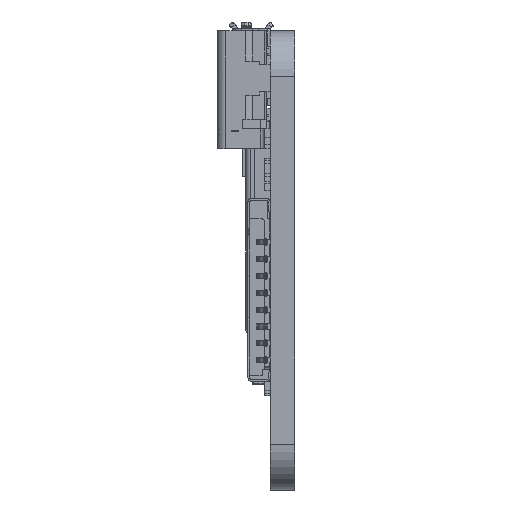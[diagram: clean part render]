
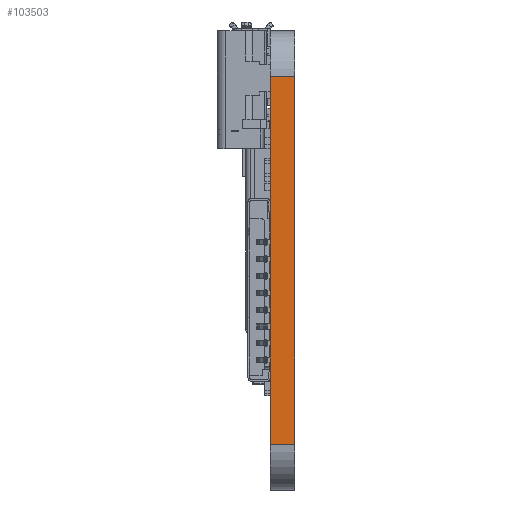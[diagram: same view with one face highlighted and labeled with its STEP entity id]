
A CAD part, left-side view. The second image highlights one B-rep face of the part: STEP entity #103503.
In plain terms, the highlighted planar face has unit normal (-1, 0, 0).
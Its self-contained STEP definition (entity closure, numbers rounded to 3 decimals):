
#377 = CARTESIAN_POINT ( 'NONE',  ( -32.5, 0.8, 12. ) ) ;
#1327 = CARTESIAN_POINT ( 'NONE',  ( -32.5, 0.8, -15. ) ) ;
#2578 = VECTOR ( 'NONE', #75684, 1000. ) ;
#3985 = CARTESIAN_POINT ( 'NONE',  ( -32.5, 0.8, -15. ) ) ;
#4087 = CARTESIAN_POINT ( 'NONE',  ( -32.5, -0.8, -15. ) ) ;
#11597 = VECTOR ( 'NONE', #92922, 1000. ) ;
#32656 = DIRECTION ( 'NONE',  ( 0., -1., 0. ) ) ;
#34855 = CARTESIAN_POINT ( 'NONE',  ( -32.5, 0.8, -12. ) ) ;
#35342 = CARTESIAN_POINT ( 'NONE',  ( -32.5, 0.8, -12. ) ) ;
#39024 = ORIENTED_EDGE ( 'NONE', *, *, #61460, .T. ) ;
#42938 = VECTOR ( 'NONE', #32656, 1000. ) ;
#50675 = VECTOR ( 'NONE', #115968, 1000. ) ;
#52985 = VERTEX_POINT ( 'NONE', #92201 ) ;
#57140 = EDGE_CURVE ( 'NONE', #68024, #130790, #89227, .T. ) ;
#61460 = EDGE_CURVE ( 'NONE', #52985, #83609, #129321, .T. ) ;
#68024 = VERTEX_POINT ( 'NONE', #35342 ) ;
#68079 = PLANE ( 'NONE',  #74876 ) ;
#74876 = AXIS2_PLACEMENT_3D ( 'NONE', #3985, #107401, #144935 ) ;
#75684 = DIRECTION ( 'NONE',  ( 0., 1., 0. ) ) ;
#83609 = VERTEX_POINT ( 'NONE', #90977 ) ;
#84846 = LINE ( 'NONE', #1327, #50675 ) ;
#89227 = LINE ( 'NONE', #34855, #42938 ) ;
#90977 = CARTESIAN_POINT ( 'NONE',  ( -32.5, 0.8, 12. ) ) ;
#92201 = CARTESIAN_POINT ( 'NONE',  ( -32.5, -0.8, 12. ) ) ;
#92922 = DIRECTION ( 'NONE',  ( 0., 0., 1. ) ) ;
#96413 = FACE_OUTER_BOUND ( 'NONE', #110039, .T. ) ;
#97304 = ORIENTED_EDGE ( 'NONE', *, *, #124589, .F. ) ;
#103503 = ADVANCED_FACE ( 'NONE', ( #96413 ), #68079, .F. ) ;
#106965 = EDGE_CURVE ( 'NONE', #130790, #52985, #122245, .T. ) ;
#107401 = DIRECTION ( 'NONE',  ( 1., 0., 0. ) ) ;
#110039 = EDGE_LOOP ( 'NONE', ( #97304, #152277, #115320, #39024 ) ) ;
#115320 = ORIENTED_EDGE ( 'NONE', *, *, #106965, .T. ) ;
#115968 = DIRECTION ( 'NONE',  ( 0., 0., 1. ) ) ;
#122245 = LINE ( 'NONE', #4087, #11597 ) ;
#124589 = EDGE_CURVE ( 'NONE', #68024, #83609, #84846, .T. ) ;
#126736 = CARTESIAN_POINT ( 'NONE',  ( -32.5, -0.8, -12. ) ) ;
#129321 = LINE ( 'NONE', #377, #2578 ) ;
#130790 = VERTEX_POINT ( 'NONE', #126736 ) ;
#144935 = DIRECTION ( 'NONE',  ( 0., 0., -1. ) ) ;
#152277 = ORIENTED_EDGE ( 'NONE', *, *, #57140, .T. ) ;
